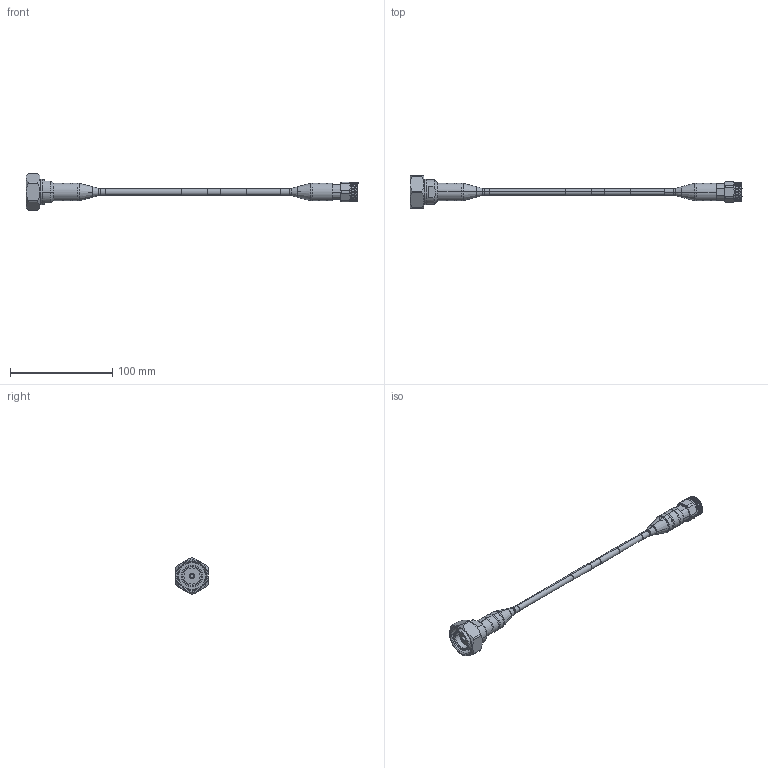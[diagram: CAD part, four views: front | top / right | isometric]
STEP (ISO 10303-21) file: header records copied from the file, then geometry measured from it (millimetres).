
FILE_DESCRIPTION (( 'STEP AP214' ), '1' );
FILE_NAME ('FMCA100106_3D.step', '2024-08-16T20:03:19', ( '' ), ( '' ), 'SwSTEP 2.0', 'SolidWorks 2022', '' );
FILE_SCHEMA (( 'AUTOMOTIVE_DESIGN' ));
Length unit declared in the file: inch
Products named in the file (6): FMCA100106_3D; TCP-240-716MC-LP; Heat Shrink^FMCA100106; TCOM-240-FR^FMCA100106_LABEL+PE PIM; TCP-240-NMC-LP; Heat Shrink^FMCA100106_1" Long
Assembly tree (5 placements, depth 2):
  FMCA100106_3D
    TCOM-240-FR^FMCA100106_LABEL+PE PIM
    TCP-240-716MC-LP
    TCP-240-NMC-LP
    Heat Shrink^FMCA100106
    Heat Shrink^FMCA100106_1" Long
Bounding box: 324.23 x 31.95 x 36 mm (x, y, z)
Volume: 38074.3 mm3; surface area: 27443.8 mm2
Topology: 5 solids, 5 shells, 1165 faces, 3000 edges, 1861 vertices
Faces by surface type: bspline 642, cone 360, cylinder 73, plane 56, torus 34
Entity records: 65234 total; most frequent: CARTESIAN_POINT 44089, ORIENTED_EDGE 5992, EDGE_CURVE 2996, DIRECTION 2364, VERTEX_POINT 1861, B_SPLINE_CURVE_WITH_KNOTS 1421, EDGE_LOOP 1189, ADVANCED_FACE 1165
